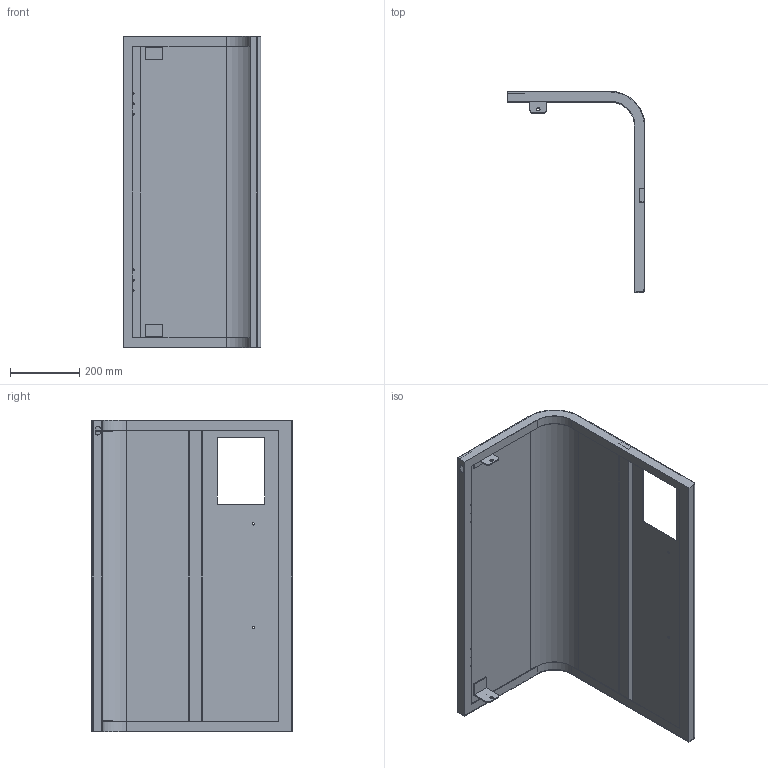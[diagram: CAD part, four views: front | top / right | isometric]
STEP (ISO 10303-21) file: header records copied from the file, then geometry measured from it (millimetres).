
FILE_DESCRIPTION (( 'STEP AP203' ), '1' );
FILE_NAME ('面板.STEP', '2024-01-11T12:23:13', ( 'Windows 用户' ), ( 'Microsoft' ), 'SwSTEP 2.0', 'SolidWorks 2020', '' );
FILE_SCHEMA (( 'CONFIG_CONTROL_DESIGN' ));
Length unit declared in the file: millimetre
Products named in the file (1): 醱啣
Bounding box: 398 x 580 x 900 mm (x, y, z)
Volume: 1869881.6 mm3; surface area: 2273063.2 mm2
Topology: 4 solids, 5 shells, 116 faces, 318 edges, 212 vertices
Faces by surface type: plane 64, cylinder 52
Entity records: 3847 total; most frequent: DIRECTION 656, CARTESIAN_POINT 647, ORIENTED_EDGE 636, EDGE_CURVE 318, AXIS2_PLACEMENT_3D 221, VECTOR 214, LINE 214, VERTEX_POINT 212
